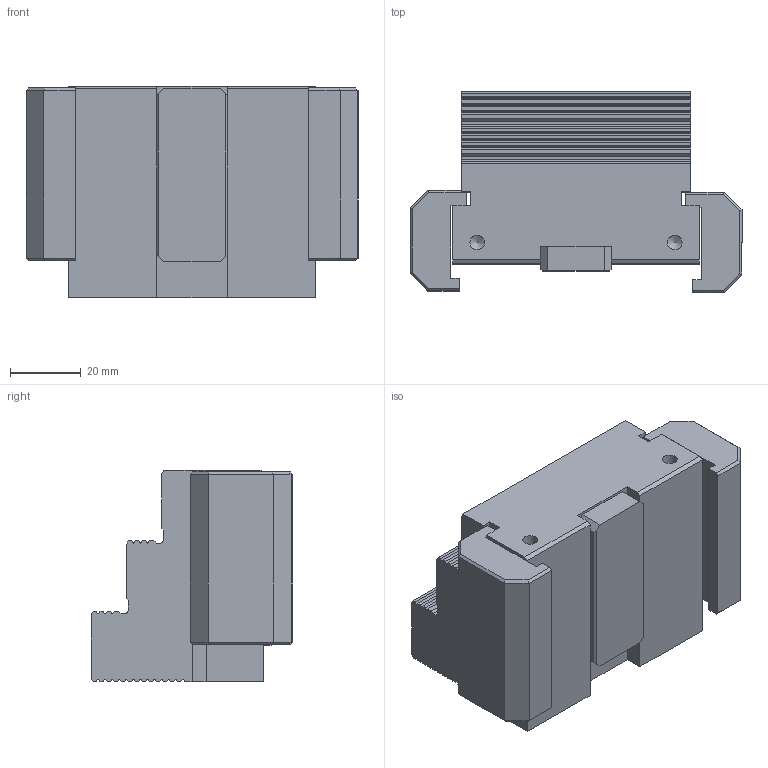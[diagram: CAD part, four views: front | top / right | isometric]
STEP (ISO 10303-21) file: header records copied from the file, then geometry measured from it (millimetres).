
FILE_DESCRIPTION((''),'2;1');
FILE_NAME('300-0065-001-Kunde.stp','2011-01-28T08:12:37',('maier'),(''),'Autodesk Inventor 2010','Autodesk Inventor 2010','');
FILE_SCHEMA(('AUTOMOTIVE_DESIGN { 1 0 10303 214 1 1 1 1 }'));
Length unit declared in the file: millimetre
Products named in the file (1): 300-0065-001-Kunde
Bounding box: 94.1 x 57.21 x 60 mm (x, y, z)
Volume: 187027.5 mm3; surface area: 31310.3 mm2
Topology: 1 solids, 1 shells, 187 faces, 546 edges, 356 vertices
Faces by surface type: plane 154, cylinder 23, bspline 8, cone 2
Full cylindrical faces by diameter (mm): 4.134 x2
Entity records: 6282 total; most frequent: CARTESIAN_POINT 1150, ORIENTED_EDGE 1064, DIRECTION 942, EDGE_CURVE 532, VECTOR 482, LINE 482, VERTEX_POINT 350, AXIS2_PLACEMENT_3D 230
